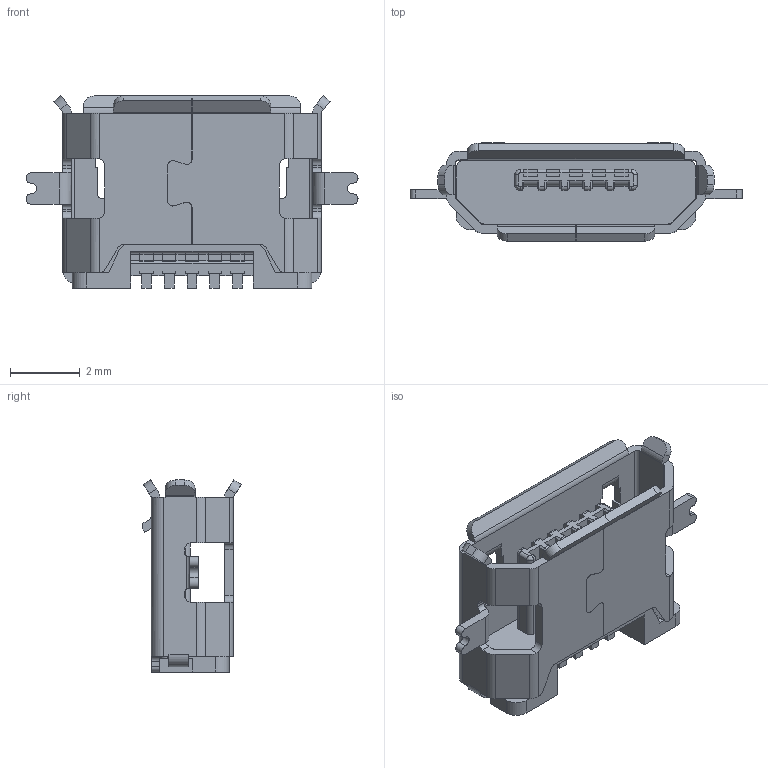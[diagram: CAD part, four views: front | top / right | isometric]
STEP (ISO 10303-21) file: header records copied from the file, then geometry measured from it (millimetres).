
FILE_DESCRIPTION( ( 'STEP AP214' ), '1' );
FILE_NAME( 'USB3070-30-A.stp', '2020-09-30T22:46:52', ( 'License CC BY-ND 4.0' ), ( 'CADENAS' ), ' ', 'PARTsolutions', ' ' );
FILE_SCHEMA( ( 'AUTOMOTIVE_DESIGN { 1 0 10303 214 1 1 1 1 }' ) );
Length unit declared in the file: millimetre
Products named in the file (4): USB3070-30-A; Ô²½Ç1; ÇÐ³ý-À­Éì6; Boss-Extrude1
Assembly tree (7 placements, depth 2):
  USB3070-30-A
    Ô²½Ç1
    ÇÐ³ý-À­Éì6
    Boss-Extrude1  x5
Bounding box: 9.5 x 2.81 x 5.5 mm (x, y, z)
Volume: 37.2 mm3; surface area: 291.9 mm2
Topology: 7 solids, 7 shells, 654 faces, 1921 edges, 1248 vertices
Faces by surface type: plane 409, cylinder 223, bspline 12, cone 10
Entity records: 23413 total; most frequent: CARTESIAN_POINT 3663, ORIENTED_EDGE 3322, DIRECTION 3081, EDGE_CURVE 1661, LINE 1249, VECTOR 1249, VERTEX_POINT 1080, AXIS2_PLACEMENT_3D 916
